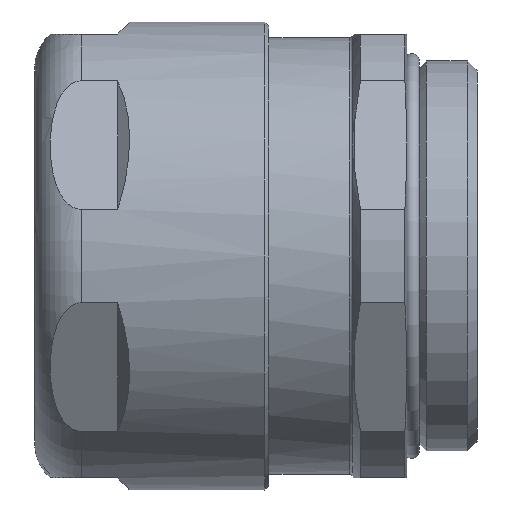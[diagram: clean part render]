
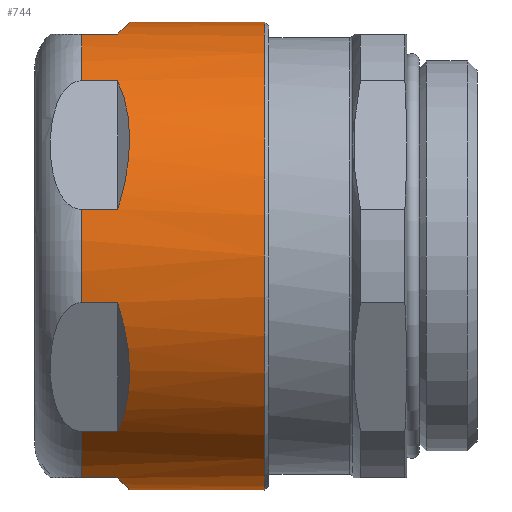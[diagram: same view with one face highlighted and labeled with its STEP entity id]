
A CAD part, left-side view. The second image highlights one B-rep face of the part: STEP entity #744.
In plain terms, the highlighted cylindrical face has radius 30 mm (diameter 60 mm), a full revolution.
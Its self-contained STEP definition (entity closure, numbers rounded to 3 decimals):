
#60=LINE('',#1298,#90);
#61=LINE('',#1300,#91);
#62=LINE('',#1303,#92);
#63=LINE('',#1305,#93);
#64=LINE('',#1308,#94);
#65=LINE('',#1310,#95);
#66=LINE('',#1313,#96);
#67=LINE('',#1315,#97);
#68=LINE('',#1318,#98);
#69=LINE('',#1320,#99);
#70=LINE('',#1323,#100);
#71=LINE('',#1324,#101);
#90=VECTOR('',#935,1000.);
#91=VECTOR('',#936,1000.);
#92=VECTOR('',#939,1000.);
#93=VECTOR('',#940,1000.);
#94=VECTOR('',#943,1000.);
#95=VECTOR('',#944,1000.);
#96=VECTOR('',#947,1000.);
#97=VECTOR('',#948,1000.);
#98=VECTOR('',#951,1000.);
#99=VECTOR('',#952,1000.);
#100=VECTOR('',#955,1000.);
#101=VECTOR('',#956,1000.);
#120=ELLIPSE('',#816,42.426,30.);
#121=ELLIPSE('',#817,42.426,30.);
#122=ELLIPSE('',#818,42.426,30.);
#123=ELLIPSE('',#819,42.426,30.);
#124=ELLIPSE('',#820,42.426,30.);
#125=ELLIPSE('',#821,42.426,30.);
#133=CYLINDRICAL_SURFACE('',#814,30.);
#150=FACE_BOUND('',#229,.T.);
#175=FACE_OUTER_BOUND('',#228,.T.);
#228=EDGE_LOOP('',(#520));
#229=EDGE_LOOP('',(#521,#522,#523,#524,#525,#526,#527,#528,#529,#530,#531,
#532,#533,#534,#535,#536,#537,#538,#539,#540,#541,#542,#543,#544));
#301=CIRCLE('',#808,30.);
#302=CIRCLE('',#809,30.);
#303=CIRCLE('',#810,30.);
#304=CIRCLE('',#811,30.);
#305=CIRCLE('',#812,30.);
#306=CIRCLE('',#813,30.);
#307=CIRCLE('',#815,30.);
#342=VERTEX_POINT('',#1136);
#343=VERTEX_POINT('',#1137);
#344=VERTEX_POINT('',#1161);
#345=VERTEX_POINT('',#1163);
#346=VERTEX_POINT('',#1187);
#347=VERTEX_POINT('',#1189);
#348=VERTEX_POINT('',#1213);
#349=VERTEX_POINT('',#1215);
#350=VERTEX_POINT('',#1239);
#351=VERTEX_POINT('',#1241);
#352=VERTEX_POINT('',#1265);
#353=VERTEX_POINT('',#1267);
#354=VERTEX_POINT('',#1293);
#355=VERTEX_POINT('',#1295);
#356=VERTEX_POINT('',#1296);
#357=VERTEX_POINT('',#1299);
#358=VERTEX_POINT('',#1301);
#359=VERTEX_POINT('',#1304);
#360=VERTEX_POINT('',#1306);
#361=VERTEX_POINT('',#1309);
#362=VERTEX_POINT('',#1311);
#363=VERTEX_POINT('',#1314);
#364=VERTEX_POINT('',#1316);
#365=VERTEX_POINT('',#1319);
#366=VERTEX_POINT('',#1321);
#414=EDGE_CURVE('',#344,#343,#301,.T.);
#416=EDGE_CURVE('',#346,#345,#302,.T.);
#418=EDGE_CURVE('',#348,#347,#303,.T.);
#420=EDGE_CURVE('',#350,#349,#304,.T.);
#422=EDGE_CURVE('',#352,#351,#305,.T.);
#424=EDGE_CURVE('',#342,#353,#306,.T.);
#425=EDGE_CURVE('',#354,#354,#307,.T.);
#426=EDGE_CURVE('',#355,#356,#120,.T.);
#427=EDGE_CURVE('',#356,#348,#60,.T.);
#428=EDGE_CURVE('',#347,#357,#61,.T.);
#429=EDGE_CURVE('',#357,#358,#121,.T.);
#430=EDGE_CURVE('',#358,#346,#62,.T.);
#431=EDGE_CURVE('',#345,#359,#63,.T.);
#432=EDGE_CURVE('',#359,#360,#122,.T.);
#433=EDGE_CURVE('',#360,#344,#64,.T.);
#434=EDGE_CURVE('',#343,#361,#65,.T.);
#435=EDGE_CURVE('',#361,#362,#123,.T.);
#436=EDGE_CURVE('',#362,#342,#66,.T.);
#437=EDGE_CURVE('',#353,#363,#67,.T.);
#438=EDGE_CURVE('',#363,#364,#124,.T.);
#439=EDGE_CURVE('',#364,#352,#68,.T.);
#440=EDGE_CURVE('',#351,#365,#69,.T.);
#441=EDGE_CURVE('',#365,#366,#125,.T.);
#442=EDGE_CURVE('',#366,#350,#70,.T.);
#443=EDGE_CURVE('',#349,#355,#71,.T.);
#520=ORIENTED_EDGE('',*,*,#425,.T.);
#521=ORIENTED_EDGE('',*,*,#426,.T.);
#522=ORIENTED_EDGE('',*,*,#427,.T.);
#523=ORIENTED_EDGE('',*,*,#418,.T.);
#524=ORIENTED_EDGE('',*,*,#428,.T.);
#525=ORIENTED_EDGE('',*,*,#429,.T.);
#526=ORIENTED_EDGE('',*,*,#430,.T.);
#527=ORIENTED_EDGE('',*,*,#416,.T.);
#528=ORIENTED_EDGE('',*,*,#431,.T.);
#529=ORIENTED_EDGE('',*,*,#432,.T.);
#530=ORIENTED_EDGE('',*,*,#433,.T.);
#531=ORIENTED_EDGE('',*,*,#414,.T.);
#532=ORIENTED_EDGE('',*,*,#434,.T.);
#533=ORIENTED_EDGE('',*,*,#435,.T.);
#534=ORIENTED_EDGE('',*,*,#436,.T.);
#535=ORIENTED_EDGE('',*,*,#424,.T.);
#536=ORIENTED_EDGE('',*,*,#437,.T.);
#537=ORIENTED_EDGE('',*,*,#438,.T.);
#538=ORIENTED_EDGE('',*,*,#439,.T.);
#539=ORIENTED_EDGE('',*,*,#422,.T.);
#540=ORIENTED_EDGE('',*,*,#440,.T.);
#541=ORIENTED_EDGE('',*,*,#441,.T.);
#542=ORIENTED_EDGE('',*,*,#442,.T.);
#543=ORIENTED_EDGE('',*,*,#420,.T.);
#544=ORIENTED_EDGE('',*,*,#443,.T.);
#744=ADVANCED_FACE('',(#175,#150),#133,.T.);
#808=AXIS2_PLACEMENT_3D('',#1162,#917,#918);
#809=AXIS2_PLACEMENT_3D('',#1188,#919,#920);
#810=AXIS2_PLACEMENT_3D('',#1214,#921,#922);
#811=AXIS2_PLACEMENT_3D('',#1240,#923,#924);
#812=AXIS2_PLACEMENT_3D('',#1266,#925,#926);
#813=AXIS2_PLACEMENT_3D('',#1291,#927,#928);
#814=AXIS2_PLACEMENT_3D('',#1292,#929,#930);
#815=AXIS2_PLACEMENT_3D('',#1294,#931,#932);
#816=AXIS2_PLACEMENT_3D('',#1297,#933,#934);
#817=AXIS2_PLACEMENT_3D('',#1302,#937,#938);
#818=AXIS2_PLACEMENT_3D('',#1307,#941,#942);
#819=AXIS2_PLACEMENT_3D('',#1312,#945,#946);
#820=AXIS2_PLACEMENT_3D('',#1317,#949,#950);
#821=AXIS2_PLACEMENT_3D('',#1322,#953,#954);
#917=DIRECTION('center_axis',(0.,-1.,0.));
#918=DIRECTION('ref_axis',(0.,0.,-1.));
#919=DIRECTION('center_axis',(0.,-1.,0.));
#920=DIRECTION('ref_axis',(0.,0.,-1.));
#921=DIRECTION('center_axis',(0.,-1.,0.));
#922=DIRECTION('ref_axis',(0.,0.,-1.));
#923=DIRECTION('center_axis',(0.,-1.,0.));
#924=DIRECTION('ref_axis',(0.,0.,-1.));
#925=DIRECTION('center_axis',(0.,-1.,0.));
#926=DIRECTION('ref_axis',(0.,0.,-1.));
#927=DIRECTION('center_axis',(0.,-1.,0.));
#928=DIRECTION('ref_axis',(0.,0.,-1.));
#929=DIRECTION('center_axis',(0.,1.,0.));
#930=DIRECTION('ref_axis',(0.,0.,1.));
#931=DIRECTION('center_axis',(0.,1.,0.));
#932=DIRECTION('ref_axis',(0.,0.,-1.));
#933=DIRECTION('center_axis',(0.,-0.707,
-0.707));
#934=DIRECTION('ref_axis',(0.,0.707,-0.707));
#935=DIRECTION('',(0.,1.,0.));
#936=DIRECTION('',(0.,-1.,0.));
#937=DIRECTION('center_axis',(0.612,-0.707,-0.354));
#938=DIRECTION('ref_axis',(0.612,0.707,-0.354));
#939=DIRECTION('',(0.,1.,0.));
#940=DIRECTION('',(0.,-1.,0.));
#941=DIRECTION('center_axis',(0.612,-0.707,0.354));
#942=DIRECTION('ref_axis',(0.612,0.707,0.354));
#943=DIRECTION('',(0.,1.,0.));
#944=DIRECTION('',(0.,-1.,0.));
#945=DIRECTION('center_axis',(0.,-0.707,0.707));
#946=DIRECTION('ref_axis',(0.,-0.707,-0.707));
#947=DIRECTION('',(0.,1.,0.));
#948=DIRECTION('',(0.,-1.,0.));
#949=DIRECTION('center_axis',(-0.612,-0.707,0.354));
#950=DIRECTION('ref_axis',(0.612,-0.707,-0.354));
#951=DIRECTION('',(0.,1.,0.));
#952=DIRECTION('',(0.,-1.,0.));
#953=DIRECTION('center_axis',(-0.612,-0.707,-0.354));
#954=DIRECTION('ref_axis',(0.612,-0.707,0.354));
#955=DIRECTION('',(0.,1.,0.));
#956=DIRECTION('',(0.,-1.,0.));
#1136=CARTESIAN_POINT('',(9.518,50.721,-28.45));
#1137=CARTESIAN_POINT('',(-9.518,50.721,-28.45));
#1161=CARTESIAN_POINT('',(-19.879,50.721,-22.468));
#1162=CARTESIAN_POINT('Origin',(0.,50.721,0.));
#1163=CARTESIAN_POINT('',(-29.398,50.721,-5.982));
#1187=CARTESIAN_POINT('',(-29.398,50.721,5.982));
#1188=CARTESIAN_POINT('Origin',(0.,50.721,0.));
#1189=CARTESIAN_POINT('',(-19.879,50.721,22.468));
#1213=CARTESIAN_POINT('',(-9.518,50.721,28.45));
#1214=CARTESIAN_POINT('Origin',(0.,50.721,0.));
#1215=CARTESIAN_POINT('',(9.518,50.721,28.45));
#1239=CARTESIAN_POINT('',(19.879,50.721,22.468));
#1240=CARTESIAN_POINT('Origin',(0.,50.721,0.));
#1241=CARTESIAN_POINT('',(29.398,50.721,5.982));
#1265=CARTESIAN_POINT('',(29.398,50.721,-5.982));
#1266=CARTESIAN_POINT('Origin',(0.,50.721,0.));
#1267=CARTESIAN_POINT('',(19.879,50.721,-22.468));
#1291=CARTESIAN_POINT('Origin',(0.,50.721,0.));
#1292=CARTESIAN_POINT('Origin',(0.,56.7,0.));
#1293=CARTESIAN_POINT('',(0.,27.2,30.));
#1294=CARTESIAN_POINT('Origin',(0.,27.2,0.));
#1295=CARTESIAN_POINT('',(9.518,46.1,28.45));
#1296=CARTESIAN_POINT('',(-9.518,46.1,28.45));
#1297=CARTESIAN_POINT('Origin',(0.,74.55,0.));
#1298=CARTESIAN_POINT('',(-9.518,26.7,28.45));
#1299=CARTESIAN_POINT('',(-19.879,46.1,22.468));
#1300=CARTESIAN_POINT('',(-19.879,26.7,22.468));
#1301=CARTESIAN_POINT('',(-29.398,46.1,5.982));
#1302=CARTESIAN_POINT('Origin',(0.,74.55,0.));
#1303=CARTESIAN_POINT('',(-29.398,26.7,5.982));
#1304=CARTESIAN_POINT('',(-29.398,46.1,-5.982));
#1305=CARTESIAN_POINT('',(-29.398,26.7,-5.982));
#1306=CARTESIAN_POINT('',(-19.879,46.1,-22.468));
#1307=CARTESIAN_POINT('Origin',(0.,74.55,
0.));
#1308=CARTESIAN_POINT('',(-19.879,26.7,-22.468));
#1309=CARTESIAN_POINT('',(-9.518,46.1,-28.45));
#1310=CARTESIAN_POINT('',(-9.518,26.7,-28.45));
#1311=CARTESIAN_POINT('',(9.518,46.1,-28.45));
#1312=CARTESIAN_POINT('Origin',(0.,74.55,0.));
#1313=CARTESIAN_POINT('',(9.518,26.7,-28.45));
#1314=CARTESIAN_POINT('',(19.879,46.1,-22.468));
#1315=CARTESIAN_POINT('',(19.879,26.7,-22.468));
#1316=CARTESIAN_POINT('',(29.398,46.1,-5.982));
#1317=CARTESIAN_POINT('Origin',(0.,74.55,0.));
#1318=CARTESIAN_POINT('',(29.398,26.7,-5.982));
#1319=CARTESIAN_POINT('',(29.398,46.1,5.982));
#1320=CARTESIAN_POINT('',(29.398,26.7,5.982));
#1321=CARTESIAN_POINT('',(19.879,46.1,22.468));
#1322=CARTESIAN_POINT('Origin',(0.,74.55,
0.));
#1323=CARTESIAN_POINT('',(19.879,26.7,22.468));
#1324=CARTESIAN_POINT('',(9.518,26.7,28.45));
